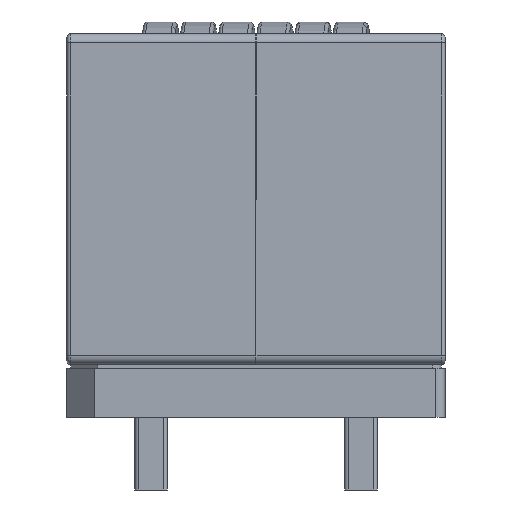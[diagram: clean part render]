
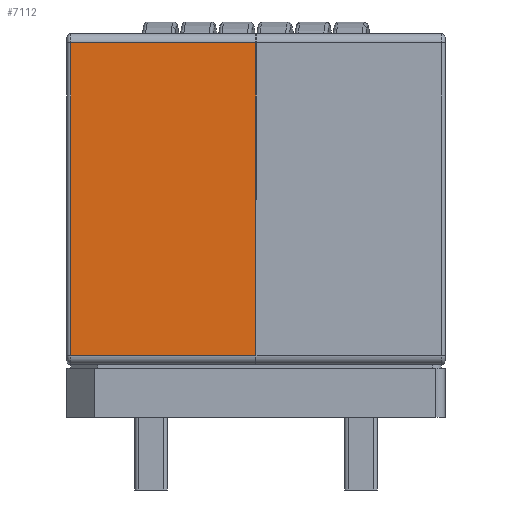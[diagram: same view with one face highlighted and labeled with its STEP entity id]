
A CAD part, left-side view. The second image highlights one B-rep face of the part: STEP entity #7112.
In plain terms, the highlighted face is planar.
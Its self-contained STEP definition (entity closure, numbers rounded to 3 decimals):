
#1539=ORIENTED_EDGE('',*,*,#3379,.T.);
#1540=ORIENTED_EDGE('',*,*,#3380,.T.);
#1541=ORIENTED_EDGE('',*,*,#3381,.T.);
#1542=ORIENTED_EDGE('',*,*,#3363,.F.);
#3363=EDGE_CURVE('',#4312,#4313,#4992,.T.);
#3379=EDGE_CURVE('',#4312,#4324,#4998,.F.);
#3380=EDGE_CURVE('',#4324,#4325,#4999,.T.);
#3381=EDGE_CURVE('',#4325,#4313,#5000,.T.);
#4312=VERTEX_POINT('',#16528);
#4313=VERTEX_POINT('',#16529);
#4324=VERTEX_POINT('',#16558);
#4325=VERTEX_POINT('',#16560);
#4992=LINE('',#16527,#5477);
#4998=LINE('',#16557,#5483);
#4999=LINE('',#16559,#5484);
#5000=LINE('',#16561,#5485);
#5477=VECTOR('',#10293,1000.);
#5483=VECTOR('',#10323,1000.);
#5484=VECTOR('',#10324,1000.);
#5485=VECTOR('',#10325,1000.);
#5910=EDGE_LOOP('',(#1539,#1540,#1541,#1542));
#6399=FACE_BOUND('',#5910,.T.);
#6845=PLANE('',#9596);
#7112=ADVANCED_FACE('',(#6399),#6845,.T.);
#9596=AXIS2_PLACEMENT_3D('',#16556,#10321,#10322);
#10293=DIRECTION('',(0.,-1.,0.));
#10321=DIRECTION('',(1.,0.,0.));
#10322=DIRECTION('',(0.,1.,0.));
#10323=DIRECTION('',(0.,0.,-1.));
#10324=DIRECTION('',(0.,-1.,0.));
#10325=DIRECTION('',(0.,0.,-1.));
#16527=CARTESIAN_POINT('',(12.5,9.1,-5.2));
#16528=CARTESIAN_POINT('',(12.5,8.6,-5.2));
#16529=CARTESIAN_POINT('',(12.5,-8.6,-5.2));
#16556=CARTESIAN_POINT('',(12.5,9.1,5.2));
#16557=CARTESIAN_POINT('',(12.5,8.6,5.2));
#16558=CARTESIAN_POINT('',(12.5,8.6,5.));
#16559=CARTESIAN_POINT('',(12.5,-8.6,5.));
#16560=CARTESIAN_POINT('',(12.5,-8.6,5.));
#16561=CARTESIAN_POINT('',(12.5,-8.6,5.2));
